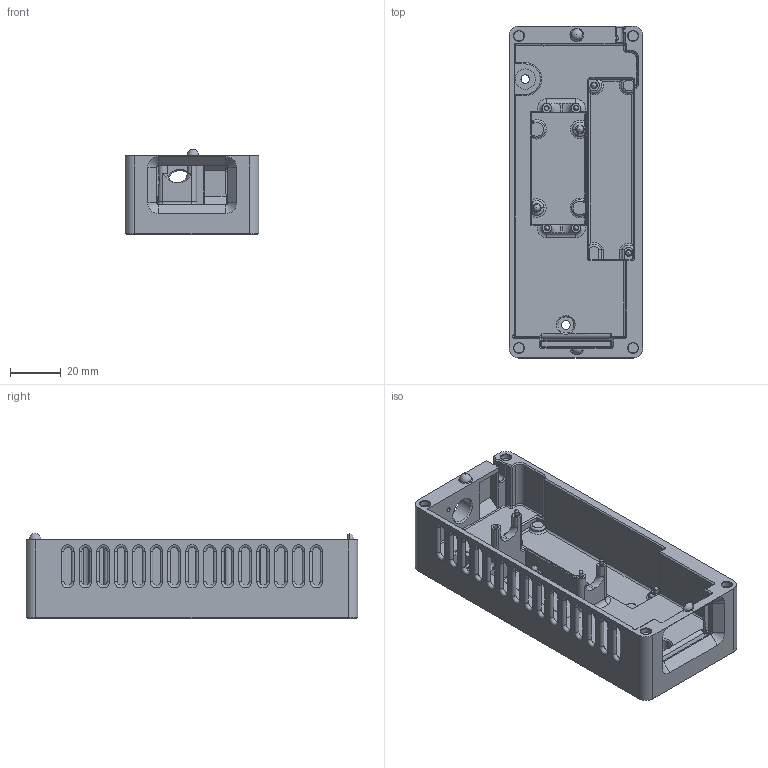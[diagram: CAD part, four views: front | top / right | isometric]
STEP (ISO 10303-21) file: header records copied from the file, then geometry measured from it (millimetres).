
FILE_DESCRIPTION(/* description */ (''),/* implementation_level */ '2;1');
FILE_NAME(/* name */ 'NewElectronicsHousing.step',/* time_stamp */ '2024-03-08T09:18:44-08:00',/* author */ (''),/* organization */ (''),/* preprocessor_version */ 'ST-DEVELOPER v20',/* originating_system */ 'Autodesk Translation Framework v12.20.1.177',/* authorisation */ '');
FILE_SCHEMA (('AUTOMOTIVE_DESIGN { 1 0 10303 214 3 1 1 }'));
Length unit declared in the file: millimetre
Products named in the file (1): NewElectronicsHousing
Bounding box: 52.8 x 130.8 x 33.56 mm (x, y, z)
Volume: 82783.1 mm3; surface area: 35378.7 mm2
Topology: 1 solids, 3 shells, 483 faces, 1226 edges, 755 vertices
Faces by surface type: plane 145, cylinder 139, torus 78, bspline 51, cone 47, sphere 23
Full cylindrical faces by diameter (mm): 1.5 x3, 1.8 x4, 2.6 x2, 3.4 x2, 4 x4, 6.4 x1, 8 x1, 9.8 x1
Entity records: 16779 total; most frequent: CARTESIAN_POINT 5236, ORIENTED_EDGE 2432, DIRECTION 2380, EDGE_CURVE 1216, AXIS2_PLACEMENT_3D 908, VERTEX_POINT 755, LINE 564, VECTOR 564
